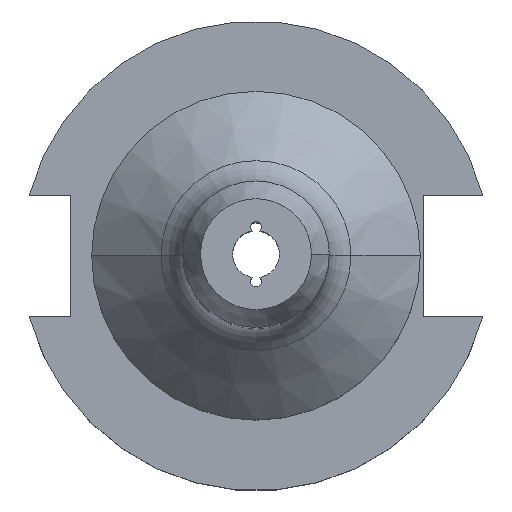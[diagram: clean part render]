
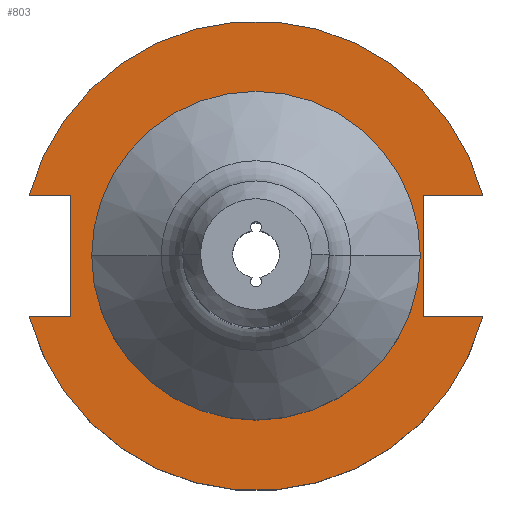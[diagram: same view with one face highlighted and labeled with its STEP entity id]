
A CAD part, top view. The second image highlights one B-rep face of the part: STEP entity #803.
In plain terms, the highlighted planar face has unit normal (0, 0, 1).
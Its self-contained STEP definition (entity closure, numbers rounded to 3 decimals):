
#5 = CIRCLE ( 'NONE', #947, 22.225 ) ;
#19 = CARTESIAN_POINT ( 'NONE',  ( -30.675, 8.191, 19.05 ) ) ;
#27 = CARTESIAN_POINT ( 'NONE',  ( 22.606, 8.191, 19.05 ) ) ;
#153 = VECTOR ( 'NONE', #739, 1000. ) ;
#198 = AXIS2_PLACEMENT_3D ( 'NONE', #1643, #1448, #435 ) ;
#241 = CARTESIAN_POINT ( 'NONE',  ( 0., 8.191, 19.05 ) ) ;
#261 = CARTESIAN_POINT ( 'NONE',  ( 30.675, -8.191, 19.05 ) ) ;
#272 = CIRCLE ( 'NONE', #1149, 31.75 ) ;
#278 = EDGE_CURVE ( 'NONE', #1828, #1449, #5, .T. ) ;
#319 = DIRECTION ( 'NONE',  ( 1., 0., 0. ) ) ;
#326 = FACE_BOUND ( 'NONE', #1005, .T. ) ;
#374 = VERTEX_POINT ( 'NONE', #19 ) ;
#376 = VERTEX_POINT ( 'NONE', #27 ) ;
#389 = EDGE_CURVE ( 'NONE', #1527, #376, #531, .T. ) ;
#396 = VECTOR ( 'NONE', #427, 1000. ) ;
#427 = DIRECTION ( 'NONE',  ( -1., 0., 0. ) ) ;
#435 = DIRECTION ( 'NONE',  ( 1., 0., 0. ) ) ;
#439 = VECTOR ( 'NONE', #319, 1000. ) ;
#457 = CARTESIAN_POINT ( 'NONE',  ( 0., 0., 19.05 ) ) ;
#478 = EDGE_CURVE ( 'NONE', #1527, #541, #1234, .T. ) ;
#501 = ORIENTED_EDGE ( 'NONE', *, *, #278, .F. ) ;
#504 = EDGE_CURVE ( 'NONE', #666, #1661, #1544, .T. ) ;
#506 = CIRCLE ( 'NONE', #1289, 22.225 ) ;
#529 = AXIS2_PLACEMENT_3D ( 'NONE', #1539, #1346, #1610 ) ;
#531 = LINE ( 'NONE', #1599, #153 ) ;
#541 = VERTEX_POINT ( 'NONE', #261 ) ;
#585 = EDGE_LOOP ( 'NONE', ( #1807, #1577, #624, #1176, #1124, #1387, #1857, #746 ) ) ;
#586 = CARTESIAN_POINT ( 'NONE',  ( 0., 0., 19.05 ) ) ;
#604 = CARTESIAN_POINT ( 'NONE',  ( -22.225, 0., 19.05 ) ) ;
#606 = CIRCLE ( 'NONE', #198, 31.75 ) ;
#624 = ORIENTED_EDGE ( 'NONE', *, *, #1685, .T. ) ;
#666 = VERTEX_POINT ( 'NONE', #1099 ) ;
#680 = FACE_OUTER_BOUND ( 'NONE', #585, .T. ) ;
#739 = DIRECTION ( 'NONE',  ( 0., 1., 0. ) ) ;
#746 = ORIENTED_EDGE ( 'NONE', *, *, #1154, .T. ) ;
#783 = DIRECTION ( 'NONE',  ( 0., 0., 1. ) ) ;
#791 = CARTESIAN_POINT ( 'NONE',  ( -30.675, -8.191, 19.05 ) ) ;
#803 = ADVANCED_FACE ( 'NONE', ( #326, #680 ), #1472, .F. ) ;
#852 = DIRECTION ( 'NONE',  ( 0., 0., 1. ) ) ;
#854 = CARTESIAN_POINT ( 'NONE',  ( 0., 0., 19.05 ) ) ;
#884 = EDGE_CURVE ( 'NONE', #958, #1661, #1840, .T. ) ;
#921 = DIRECTION ( 'NONE',  ( 1., 0., 0. ) ) ;
#947 = AXIS2_PLACEMENT_3D ( 'NONE', #854, #852, #1259 ) ;
#958 = VERTEX_POINT ( 'NONE', #791 ) ;
#959 = CARTESIAN_POINT ( 'NONE',  ( 30.675, 8.191, 19.05 ) ) ;
#1005 = EDGE_LOOP ( 'NONE', ( #1535, #501 ) ) ;
#1031 = CARTESIAN_POINT ( 'NONE',  ( 22.606, -8.191, 19.05 ) ) ;
#1045 = DIRECTION ( 'NONE',  ( 1., 0., 0. ) ) ;
#1056 = CARTESIAN_POINT ( 'NONE',  ( -25.091, -8.191, 19.05 ) ) ;
#1075 = CARTESIAN_POINT ( 'NONE',  ( -61.091, 8.191, 19.05 ) ) ;
#1093 = DIRECTION ( 'NONE',  ( 1., 0., 0. ) ) ;
#1095 = LINE ( 'NONE', #1075, #1441 ) ;
#1099 = CARTESIAN_POINT ( 'NONE',  ( -25.091, 8.191, 19.05 ) ) ;
#1124 = ORIENTED_EDGE ( 'NONE', *, *, #389, .T. ) ;
#1137 = LINE ( 'NONE', #241, #396 ) ;
#1138 = CARTESIAN_POINT ( 'NONE',  ( -61.091, -8.191, 19.05 ) ) ;
#1149 = AXIS2_PLACEMENT_3D ( 'NONE', #586, #1337, #921 ) ;
#1154 = EDGE_CURVE ( 'NONE', #374, #666, #1095, .T. ) ;
#1176 = ORIENTED_EDGE ( 'NONE', *, *, #478, .F. ) ;
#1185 = VECTOR ( 'NONE', #1268, 1000. ) ;
#1190 = CARTESIAN_POINT ( 'NONE',  ( -25.091, 8.191, 19.05 ) ) ;
#1207 = VERTEX_POINT ( 'NONE', #959 ) ;
#1234 = LINE ( 'NONE', #1247, #439 ) ;
#1247 = CARTESIAN_POINT ( 'NONE',  ( 0., -8.191, 19.05 ) ) ;
#1259 = DIRECTION ( 'NONE',  ( 1., 0., 0. ) ) ;
#1260 = EDGE_CURVE ( 'NONE', #1449, #1828, #506, .T. ) ;
#1268 = DIRECTION ( 'NONE',  ( 0., -1., 0. ) ) ;
#1289 = AXIS2_PLACEMENT_3D ( 'NONE', #457, #783, #1395 ) ;
#1337 = DIRECTION ( 'NONE',  ( 0., 0., 1. ) ) ;
#1346 = DIRECTION ( 'NONE',  ( 0., 0., -1. ) ) ;
#1387 = ORIENTED_EDGE ( 'NONE', *, *, #1855, .F. ) ;
#1395 = DIRECTION ( 'NONE',  ( 1., 0., 0. ) ) ;
#1402 = EDGE_CURVE ( 'NONE', #1207, #374, #272, .T. ) ;
#1418 = VECTOR ( 'NONE', #1093, 1000. ) ;
#1441 = VECTOR ( 'NONE', #1045, 1000. ) ;
#1447 = CARTESIAN_POINT ( 'NONE',  ( 22.225, 0., 19.05 ) ) ;
#1448 = DIRECTION ( 'NONE',  ( 0., 0., 1. ) ) ;
#1449 = VERTEX_POINT ( 'NONE', #1447 ) ;
#1472 = PLANE ( 'NONE',  #529 ) ;
#1527 = VERTEX_POINT ( 'NONE', #1031 ) ;
#1535 = ORIENTED_EDGE ( 'NONE', *, *, #1260, .F. ) ;
#1539 = CARTESIAN_POINT ( 'NONE',  ( 0., 22.225, 19.05 ) ) ;
#1544 = LINE ( 'NONE', #1190, #1185 ) ;
#1577 = ORIENTED_EDGE ( 'NONE', *, *, #884, .F. ) ;
#1599 = CARTESIAN_POINT ( 'NONE',  ( 22.606, 22.225, 19.05 ) ) ;
#1610 = DIRECTION ( 'NONE',  ( -1., 0., 0. ) ) ;
#1643 = CARTESIAN_POINT ( 'NONE',  ( 0., 0., 19.05 ) ) ;
#1661 = VERTEX_POINT ( 'NONE', #1056 ) ;
#1685 = EDGE_CURVE ( 'NONE', #958, #541, #606, .T. ) ;
#1807 = ORIENTED_EDGE ( 'NONE', *, *, #504, .T. ) ;
#1828 = VERTEX_POINT ( 'NONE', #604 ) ;
#1840 = LINE ( 'NONE', #1138, #1418 ) ;
#1855 = EDGE_CURVE ( 'NONE', #1207, #376, #1137, .T. ) ;
#1857 = ORIENTED_EDGE ( 'NONE', *, *, #1402, .T. ) ;
